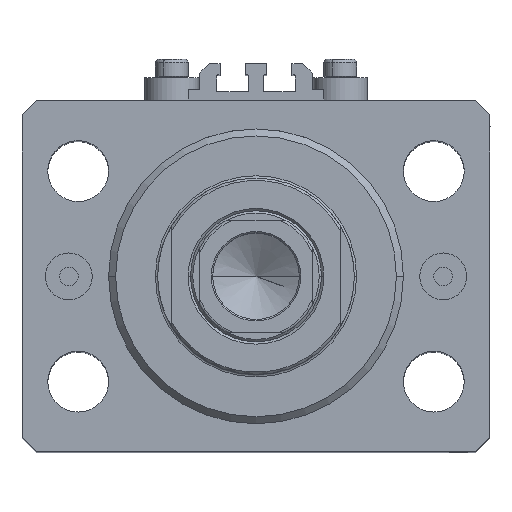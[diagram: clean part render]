
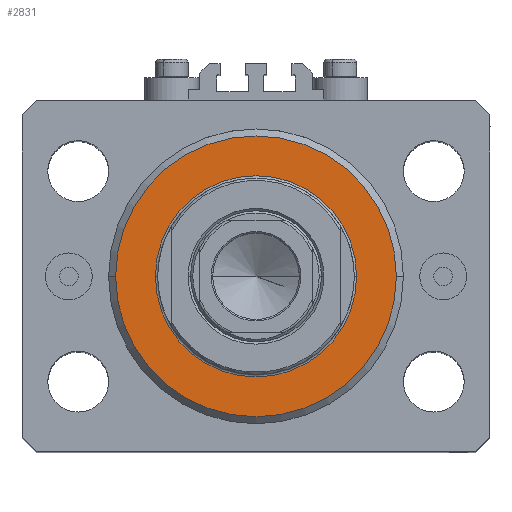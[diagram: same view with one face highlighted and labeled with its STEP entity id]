
A CAD part, top view. The second image highlights one B-rep face of the part: STEP entity #2831.
In plain terms, the highlighted face is planar.
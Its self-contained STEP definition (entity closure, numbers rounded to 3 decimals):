
#685 = CARTESIAN_POINT ( 'NONE',  ( 0., 0., 0. ) ) ;
#1865 = FACE_BOUND ( 'NONE', #16287, .T. ) ;
#2831 = ADVANCED_FACE ( 'NONE', ( #1865, #16432 ), #42491, .F. ) ;
#3448 = ORIENTED_EDGE ( 'NONE', *, *, #40084, .T. ) ;
#3538 = AXIS2_PLACEMENT_3D ( 'NONE', #46358, #13629, #46116 ) ;
#3739 = DIRECTION ( 'NONE',  ( 0., 0., -1. ) ) ;
#5171 = AXIS2_PLACEMENT_3D ( 'NONE', #31656, #23778, #24026 ) ;
#5601 = CARTESIAN_POINT ( 'NONE',  ( -30., 0., 0. ) ) ;
#5937 = CIRCLE ( 'NONE', #5171, 30. ) ;
#5940 = CIRCLE ( 'NONE', #15825, 30. ) ;
#7319 = DIRECTION ( 'NONE',  ( 1., 0., 0. ) ) ;
#8117 = AXIS2_PLACEMENT_3D ( 'NONE', #685, #40090, #32460 ) ;
#9468 = VERTEX_POINT ( 'NONE', #5601 ) ;
#9725 = CARTESIAN_POINT ( 'NONE',  ( 30., 0., 0. ) ) ;
#9738 = DIRECTION ( 'NONE',  ( 0., 0., 1. ) ) ;
#13629 = DIRECTION ( 'NONE',  ( 0., 0., 1. ) ) ;
#13971 = AXIS2_PLACEMENT_3D ( 'NONE', #31012, #9738, #7319 ) ;
#15825 = AXIS2_PLACEMENT_3D ( 'NONE', #17856, #3739, #18320 ) ;
#16287 = EDGE_LOOP ( 'NONE', ( #3448, #25566 ) ) ;
#16432 = FACE_OUTER_BOUND ( 'NONE', #35094, .T. ) ;
#17856 = CARTESIAN_POINT ( 'NONE',  ( 0., 0., 0. ) ) ;
#18320 = DIRECTION ( 'NONE',  ( 1., 0., 0. ) ) ;
#20113 = VERTEX_POINT ( 'NONE', #40011 ) ;
#23336 = ORIENTED_EDGE ( 'NONE', *, *, #43192, .T. ) ;
#23778 = DIRECTION ( 'NONE',  ( 0., 0., -1. ) ) ;
#23873 = VERTEX_POINT ( 'NONE', #9725 ) ;
#24026 = DIRECTION ( 'NONE',  ( 1., 0., 0. ) ) ;
#25566 = ORIENTED_EDGE ( 'NONE', *, *, #35734, .T. ) ;
#27814 = VERTEX_POINT ( 'NONE', #47035 ) ;
#31012 = CARTESIAN_POINT ( 'NONE',  ( 0., 0., 0. ) ) ;
#31040 = CIRCLE ( 'NONE', #3538, 21.5 ) ;
#31656 = CARTESIAN_POINT ( 'NONE',  ( 0., 0., 0. ) ) ;
#32460 = DIRECTION ( 'NONE',  ( 1., 0., 0. ) ) ;
#35094 = EDGE_LOOP ( 'NONE', ( #46788, #23336 ) ) ;
#35734 = EDGE_CURVE ( 'NONE', #20113, #27814, #46248, .T. ) ;
#39569 = EDGE_CURVE ( 'NONE', #23873, #9468, #5940, .T. ) ;
#40011 = CARTESIAN_POINT ( 'NONE',  ( -21.5, 0., 0. ) ) ;
#40084 = EDGE_CURVE ( 'NONE', #27814, #20113, #31040, .T. ) ;
#40090 = DIRECTION ( 'NONE',  ( 0., 0., 1. ) ) ;
#42491 = PLANE ( 'NONE',  #13971 ) ;
#43192 = EDGE_CURVE ( 'NONE', #9468, #23873, #5937, .T. ) ;
#46116 = DIRECTION ( 'NONE',  ( 1., 0., 0. ) ) ;
#46248 = CIRCLE ( 'NONE', #8117, 21.5 ) ;
#46358 = CARTESIAN_POINT ( 'NONE',  ( 0., 0., 0. ) ) ;
#46788 = ORIENTED_EDGE ( 'NONE', *, *, #39569, .T. ) ;
#47035 = CARTESIAN_POINT ( 'NONE',  ( 21.5, 0., 0. ) ) ;
